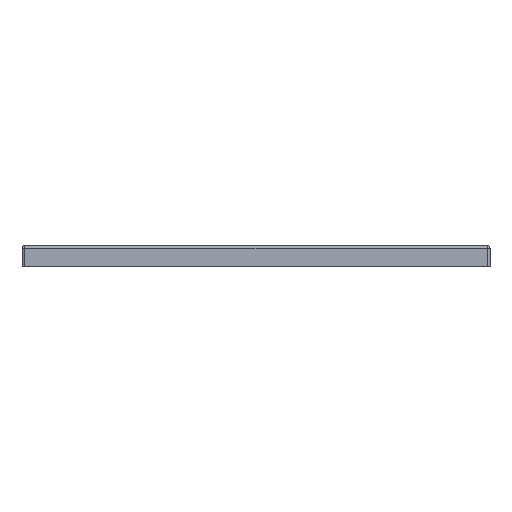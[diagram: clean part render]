
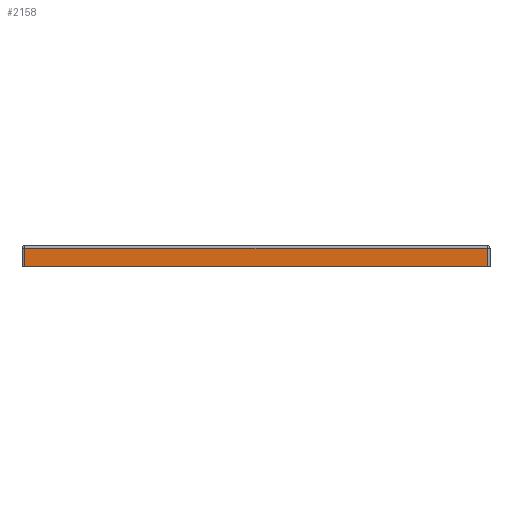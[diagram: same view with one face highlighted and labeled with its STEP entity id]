
A CAD part, front view. The second image highlights one B-rep face of the part: STEP entity #2158.
In plain terms, the highlighted planar face has unit normal (0, -1, 0).
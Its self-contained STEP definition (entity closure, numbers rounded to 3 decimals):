
#100=PLANE('',#2385);
#104=LINE('',#3044,#308);
#111=LINE('',#3074,#315);
#115=LINE('',#3080,#319);
#120=LINE('',#3089,#324);
#308=VECTOR('',#2415,10.);
#315=VECTOR('',#2448,10.);
#319=VECTOR('',#2456,10.);
#324=VECTOR('',#2469,10.);
#673=FACE_OUTER_BOUND('',#813,.T.);
#813=EDGE_LOOP('',(#2019,#2020,#2021,#2022));
#918=VERTEX_POINT('',#3037);
#920=VERTEX_POINT('',#3042);
#926=VERTEX_POINT('',#3063);
#929=VERTEX_POINT('',#3070);
#1119=EDGE_CURVE('',#920,#918,#104,.T.);
#1134=EDGE_CURVE('',#926,#929,#111,.T.);
#1138=EDGE_CURVE('',#918,#926,#115,.T.);
#1143=EDGE_CURVE('',#929,#920,#120,.T.);
#2019=ORIENTED_EDGE('',*,*,#1119,.F.);
#2020=ORIENTED_EDGE('',*,*,#1143,.F.);
#2021=ORIENTED_EDGE('',*,*,#1134,.F.);
#2022=ORIENTED_EDGE('',*,*,#1138,.F.);
#2158=ADVANCED_FACE('',(#673),#100,.T.);
#2385=AXIS2_PLACEMENT_3D('',#3633,#3015,#3016);
#2415=DIRECTION('',(0.,0.,1.));
#2448=DIRECTION('',(0.,0.,-1.));
#2456=DIRECTION('',(1.,0.,0.));
#2469=DIRECTION('',(-1.,0.,0.));
#3015=DIRECTION('center_axis',(0.,-1.,0.));
#3016=DIRECTION('ref_axis',(-1.,0.,0.));
#3037=CARTESIAN_POINT('',(-4.5,-5.,14.5));
#3042=CARTESIAN_POINT('',(-4.5,-5.,11.));
#3044=CARTESIAN_POINT('',(-4.5,-5.,13.));
#3063=CARTESIAN_POINT('',(84.5,-5.,14.5));
#3070=CARTESIAN_POINT('',(84.5,-5.,11.));
#3074=CARTESIAN_POINT('',(84.5,-5.,13.));
#3080=CARTESIAN_POINT('',(62.5,-5.,14.5));
#3089=CARTESIAN_POINT('',(85.,-5.,11.));
#3633=CARTESIAN_POINT('Origin',(85.,-5.,13.));
